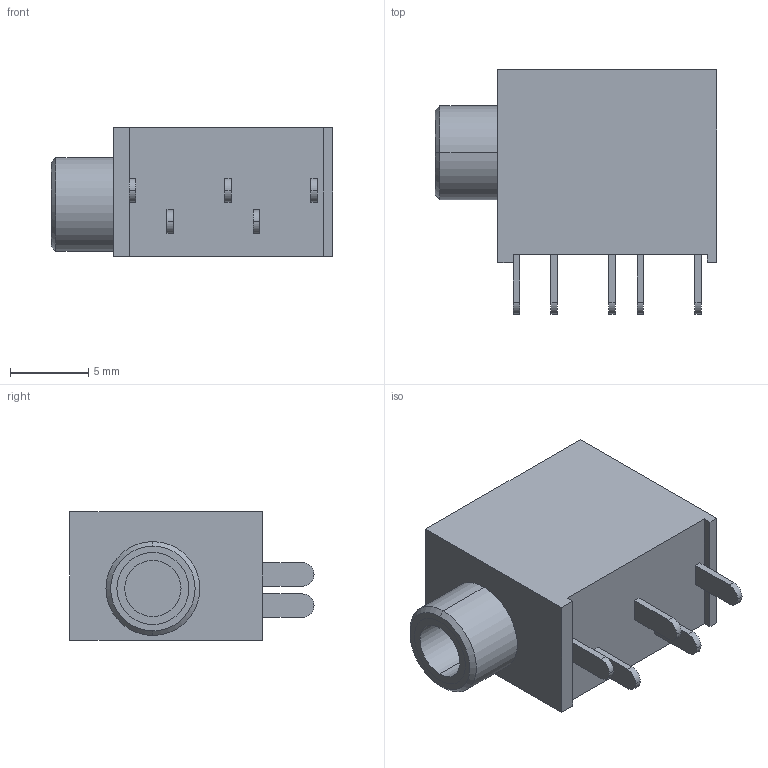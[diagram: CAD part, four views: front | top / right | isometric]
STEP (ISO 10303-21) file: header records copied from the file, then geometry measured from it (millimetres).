
FILE_DESCRIPTION (( 'STEP AP214' ), '1' );
FILE_NAME ('SJ1-3535NG-BE.STEP', '2022-11-25T14:23:01', ( '' ), ( '' ), 'SwSTEP 2.0', 'SolidWorks 2017', '' );
FILE_SCHEMA (( 'AUTOMOTIVE_DESIGN' ));
Length unit declared in the file: millimetre
Products named in the file (2): SJ1-3535NG-BE
Assembly tree (1 placements, depth 2):
  SJ1-3535NG-BE
    SJ1-3535NG-BE
Bounding box: 18 x 15.6 x 8.2 mm (x, y, z)
Volume: 1341.9 mm3; surface area: 1493.8 mm2
Topology: 7 solids, 7 shells, 59 faces, 127 edges, 84 vertices
Faces by surface type: plane 39, cylinder 18, cone 2
Entity records: 1727 total; most frequent: DIRECTION 291, CARTESIAN_POINT 274, ORIENTED_EDGE 254, EDGE_CURVE 127, AXIS2_PLACEMENT_3D 101, LINE 89, VECTOR 89, VERTEX_POINT 84
